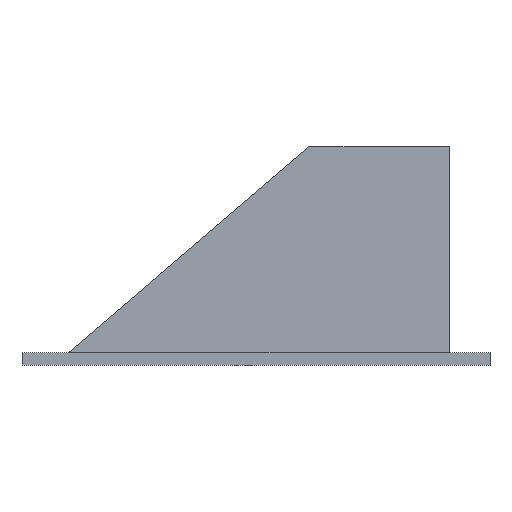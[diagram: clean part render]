
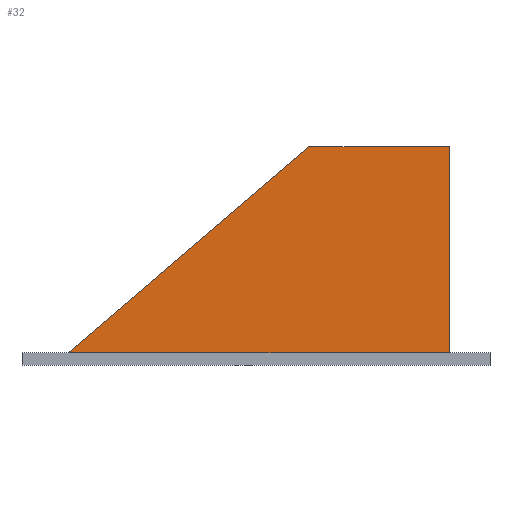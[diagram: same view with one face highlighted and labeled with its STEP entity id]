
A CAD part, top view. The second image highlights one B-rep face of the part: STEP entity #32.
In plain terms, the highlighted planar face has unit normal (0, 0, 1).
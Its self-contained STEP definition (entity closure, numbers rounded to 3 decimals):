
#11 = EDGE_CURVE ( 'NONE', #333, #209, #338, .T. ) ;
#17 = CARTESIAN_POINT ( 'NONE',  ( 0., 0., -23.813 ) ) ;
#18 = DIRECTION ( 'NONE',  ( -1., 0., 0. ) ) ;
#21 = DIRECTION ( 'NONE',  ( 0., 1., 0. ) ) ;
#24 = AXIS2_PLACEMENT_3D ( 'NONE', #17, #344, #18 ) ;
#28 = DIRECTION ( 'NONE',  ( 1., 0., 0. ) ) ;
#29 = ORIENTED_EDGE ( 'NONE', *, *, #93, .T. ) ;
#31 = LINE ( 'NONE', #34, #139 ) ;
#32 = ADVANCED_FACE ( 'NONE', ( #252 ), #145, .F. ) ;
#34 = CARTESIAN_POINT ( 'NONE',  ( 233.568, 177.64, -23.813 ) ) ;
#40 = CARTESIAN_POINT ( 'NONE',  ( 233.568, 177.64, -23.813 ) ) ;
#43 = CARTESIAN_POINT ( 'NONE',  ( 37.988, 10., -23.813 ) ) ;
#93 = EDGE_CURVE ( 'NONE', #111, #109, #125, .T. ) ;
#109 = VERTEX_POINT ( 'NONE', #177 ) ;
#111 = VERTEX_POINT ( 'NONE', #127 ) ;
#125 = LINE ( 'NONE', #318, #198 ) ;
#127 = CARTESIAN_POINT ( 'NONE',  ( 347.868, 10., -23.813 ) ) ;
#139 = VECTOR ( 'NONE', #164, 1000. ) ;
#145 = PLANE ( 'NONE',  #24 ) ;
#156 = ORIENTED_EDGE ( 'NONE', *, *, #181, .T. ) ;
#161 = LINE ( 'NONE', #243, #222 ) ;
#164 = DIRECTION ( 'NONE',  ( -1., 0., 0. ) ) ;
#177 = CARTESIAN_POINT ( 'NONE',  ( 347.868, 177.64, -23.813 ) ) ;
#181 = EDGE_CURVE ( 'NONE', #109, #333, #31, .T. ) ;
#198 = VECTOR ( 'NONE', #21, 1000. ) ;
#209 = VERTEX_POINT ( 'NONE', #328 ) ;
#216 = VECTOR ( 'NONE', #248, 1000. ) ;
#222 = VECTOR ( 'NONE', #28, 1000. ) ;
#243 = CARTESIAN_POINT ( 'NONE',  ( 347.868, 10., -23.813 ) ) ;
#248 = DIRECTION ( 'NONE',  ( -0.759, -0.651, 0. ) ) ;
#252 = FACE_OUTER_BOUND ( 'NONE', #268, .T. ) ;
#268 = EDGE_LOOP ( 'NONE', ( #29, #156, #273, #307 ) ) ;
#273 = ORIENTED_EDGE ( 'NONE', *, *, #11, .T. ) ;
#291 = EDGE_CURVE ( 'NONE', #209, #111, #161, .T. ) ;
#307 = ORIENTED_EDGE ( 'NONE', *, *, #291, .T. ) ;
#318 = CARTESIAN_POINT ( 'NONE',  ( 347.868, 177.64, -23.813 ) ) ;
#328 = CARTESIAN_POINT ( 'NONE',  ( 37.988, 10., -23.813 ) ) ;
#333 = VERTEX_POINT ( 'NONE', #40 ) ;
#338 = LINE ( 'NONE', #43, #216 ) ;
#344 = DIRECTION ( 'NONE',  ( 0., 0., -1. ) ) ;
